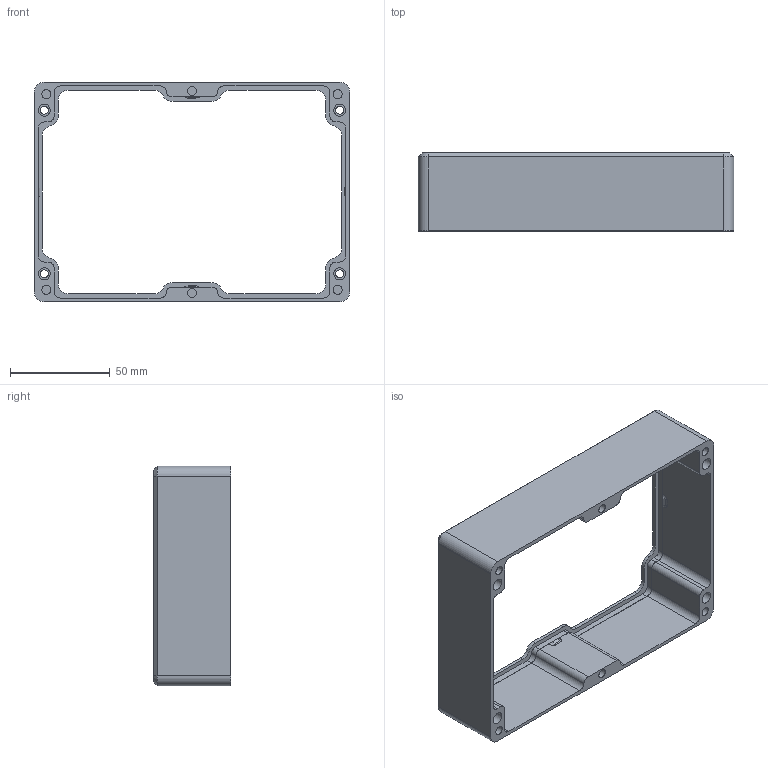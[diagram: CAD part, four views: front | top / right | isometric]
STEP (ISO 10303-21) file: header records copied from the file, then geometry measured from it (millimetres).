
FILE_DESCRIPTION(/* description */ (''),/* implementation_level */ '2;1');
FILE_NAME(/* name */ 'cover-acrylic.step',/* time_stamp */ '2022-10-26T18:13:20+02:00',/* author */ (''),/* organization */ (''),/* preprocessor_version */ 'ST-DEVELOPER v19.2',/* originating_system */ 'Autodesk Translation Framework v11.17.0.187',/* authorisation */ '');
FILE_SCHEMA (('AUTOMOTIVE_DESIGN { 1 0 10303 214 3 1 1 }'));
Length unit declared in the file: millimetre
Products named in the file (1): cover-acrylic
Bounding box: 158 x 39 x 110 mm (x, y, z)
Volume: 67039.2 mm3; surface area: 50519.4 mm2
Topology: 1 solids, 1 shells, 199 faces, 478 edges, 292 vertices
Faces by surface type: plane 85, cylinder 82, cone 24, bspline 8
Full cylindrical faces by diameter (mm): 4 x4, 4.5 x6, 6 x4
Entity records: 6115 total; most frequent: CARTESIAN_POINT 1354, DIRECTION 1014, ORIENTED_EDGE 956, EDGE_CURVE 478, AXIS2_PLACEMENT_3D 360, LINE 294, VECTOR 294, VERTEX_POINT 292
